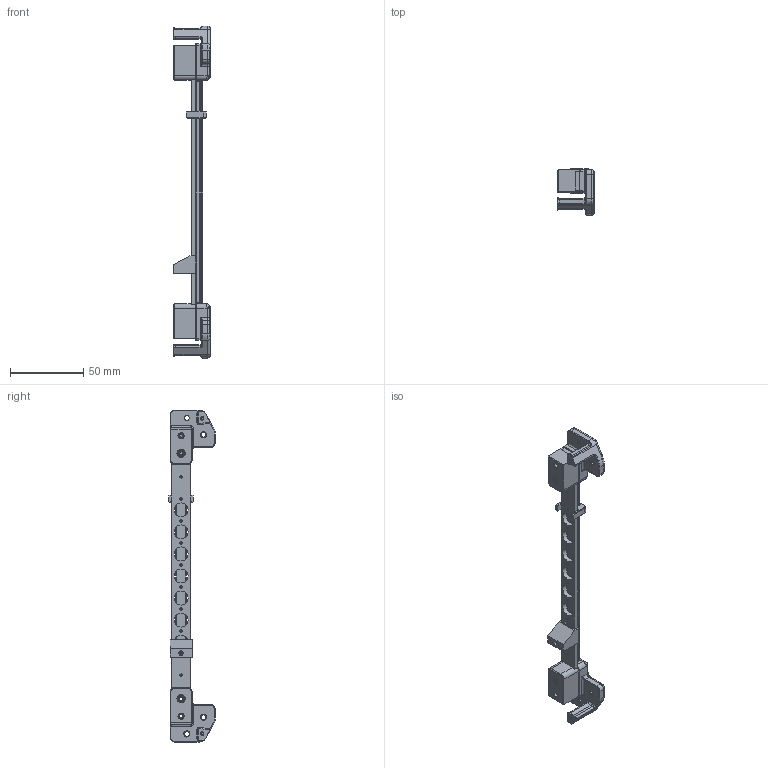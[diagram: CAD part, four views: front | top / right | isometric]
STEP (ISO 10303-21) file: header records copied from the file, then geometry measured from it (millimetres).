
FILE_DESCRIPTION(/* description */ (''),/* implementation_level */ '2;1');
FILE_NAME(/* name */ 'Plate Voron X Beam v42.step',/* time_stamp */ '2022-12-01T16:33:01-08:00',/* author */ (''),/* organization */ (''),/* preprocessor_version */ 'ST-DEVELOPER v19.2',/* originating_system */ 'Autodesk Translation Framework v11.17.0.187',/* authorisation */ '');
FILE_SCHEMA (('AUTOMOTIVE_DESIGN { 1 0 10303 214 3 1 1 }'));
Length unit declared in the file: millimetre
Products named in the file (15): Plate Voron X Beam; VORON_V0.1_MGN7-1; Plate X Beam Spacer; Thread Insert M3 x 6mm v2; Thread Insert M3 x 6mm v2_1; VORON_V0.1_XY_Joint_Left_Upper_x1; VORON_V0.1_XY_Joint_Right_Upper_x1; Thread Insert M3 x 6mm v2_2; Thread Insert M3 x 6mm v2_3; Thread Insert M3 x 6mm v2_4; Thread Insert M3 x 6mm v2_5; M3 Insert 5D x 6L; VORON_V0.1_M3x16 BHCS; Centered Rail Installation Guide; Y Endstop Adapter
Assembly tree (21 placements, depth 3):
  Plate Voron X Beam
    VORON_V0.1_MGN7-1
    Plate X Beam Spacer  x2
    Thread Insert M3 x 6mm v2
      M3 Insert 5D x 6L
    Thread Insert M3 x 6mm v2_1
      M3 Insert 5D x 6L
    VORON_V0.1_XY_Joint_Left_Upper_x1
    VORON_V0.1_XY_Joint_Right_Upper_x1
    Thread Insert M3 x 6mm v2_2
      M3 Insert 5D x 6L
    Thread Insert M3 x 6mm v2_3
      M3 Insert 5D x 6L
    Thread Insert M3 x 6mm v2_4
      M3 Insert 5D x 6L
    Thread Insert M3 x 6mm v2_5
      M3 Insert 5D x 6L
    VORON_V0.1_M3x16 BHCS  x2
    Centered Rail Installation Guide
    Y Endstop Adapter
Bounding box: 24.8 x 31.59 x 226 mm (x, y, z)
Volume: 34771.5 mm3; surface area: 25559.2 mm2
Topology: 16 solids, 16 shells, 2511 faces, 7303 edges, 4857 vertices
Faces by surface type: plane 1452, cylinder 893, cone 98, bspline 32, torus 30, sphere 6
Full cylindrical faces by diameter (mm): 1.6 x12, 2.25 x2, 2.4 x10, 2.529 x54, 3 x7, 3.086 x54, 3.2 x4, 3.4 x8, 4.1 x6, 4.2 x10, 4.6 x6, 5.7 x2, 6 x7, 6.35 x2, 9.525 x7
Entity records: 32621 total; most frequent: CARTESIAN_POINT 12231, DIRECTION 4195, ORIENTED_EDGE 4162, EDGE_CURVE 2081, AXIS2_PLACEMENT_3D 1439, VERTEX_POINT 1328, LINE 1317, VECTOR 1317
